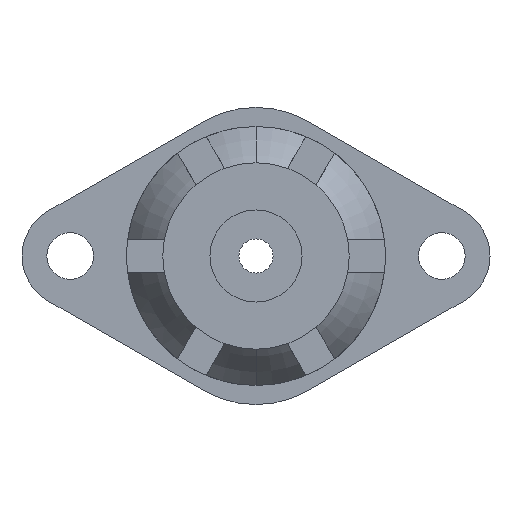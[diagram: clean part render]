
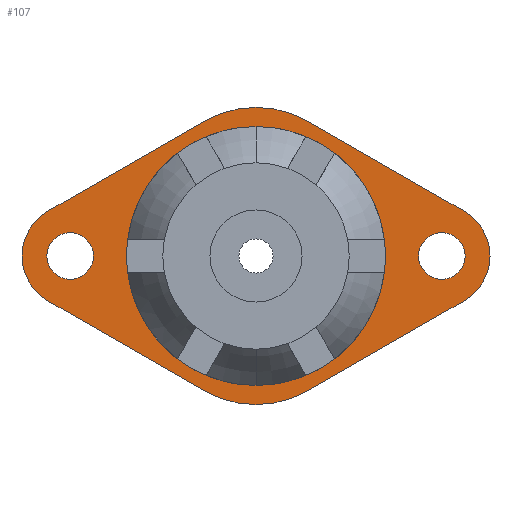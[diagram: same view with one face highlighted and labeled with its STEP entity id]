
A CAD part, front view. The second image highlights one B-rep face of the part: STEP entity #107.
In plain terms, the highlighted planar face has unit normal (0, -1, 0).
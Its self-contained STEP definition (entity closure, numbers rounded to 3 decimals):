
#107=ADVANCED_FACE('',(#229,#230,#231,#232),#233,.T.);
#229=FACE_OUTER_BOUND('',#434,.T.);
#230=FACE_BOUND('',#435,.T.);
#231=FACE_BOUND('',#436,.T.);
#232=FACE_BOUND('',#437,.T.);
#233=PLANE('',#438);
#434=EDGE_LOOP('',(#811,#812,#813,#814,#815,#816,#817,#818,#819,#820));
#435=EDGE_LOOP('',(#821,#822));
#436=EDGE_LOOP('',(#823,#824));
#437=EDGE_LOOP('',(#825,#826));
#438=AXIS2_PLACEMENT_3D('',#827,#828,#829);
#811=ORIENTED_EDGE('',*,*,#1321,.F.);
#812=ORIENTED_EDGE('',*,*,#1444,.F.);
#813=ORIENTED_EDGE('',*,*,#1445,.F.);
#814=ORIENTED_EDGE('',*,*,#1446,.F.);
#815=ORIENTED_EDGE('',*,*,#1447,.F.);
#816=ORIENTED_EDGE('',*,*,#1388,.F.);
#817=ORIENTED_EDGE('',*,*,#1448,.F.);
#818=ORIENTED_EDGE('',*,*,#1449,.F.);
#819=ORIENTED_EDGE('',*,*,#1450,.F.);
#820=ORIENTED_EDGE('',*,*,#1451,.F.);
#821=ORIENTED_EDGE('',*,*,#1385,.F.);
#822=ORIENTED_EDGE('',*,*,#1452,.F.);
#823=ORIENTED_EDGE('',*,*,#1378,.F.);
#824=ORIENTED_EDGE('',*,*,#1453,.F.);
#825=ORIENTED_EDGE('',*,*,#1342,.F.);
#826=ORIENTED_EDGE('',*,*,#1454,.F.);
#827=CARTESIAN_POINT('',(0.,-1.6,-4.35));
#828=DIRECTION('',(0.0,-1.0,0.0));
#829=DIRECTION('',(0.0,0.0,-1.0));
#1321=EDGE_CURVE('',#1561,#1557,#1563,.T.);
#1342=EDGE_CURVE('',#1604,#1605,#1606,.T.);
#1378=EDGE_CURVE('',#1676,#1677,#1678,.T.);
#1385=EDGE_CURVE('',#1689,#1690,#1691,.T.);
#1388=EDGE_CURVE('',#1694,#1695,#1696,.T.);
#1444=EDGE_CURVE('',#1794,#1561,#1795,.T.);
#1445=EDGE_CURVE('',#1796,#1794,#1797,.T.);
#1446=EDGE_CURVE('',#1798,#1796,#1799,.T.);
#1447=EDGE_CURVE('',#1695,#1798,#1800,.T.);
#1448=EDGE_CURVE('',#1801,#1694,#1802,.T.);
#1449=EDGE_CURVE('',#1803,#1801,#1804,.T.);
#1450=EDGE_CURVE('',#1805,#1803,#1806,.T.);
#1451=EDGE_CURVE('',#1557,#1805,#1807,.T.);
#1452=EDGE_CURVE('',#1690,#1689,#1808,.T.);
#1453=EDGE_CURVE('',#1677,#1676,#1809,.T.);
#1454=EDGE_CURVE('',#1605,#1604,#1810,.T.);
#1557=VERTEX_POINT('',#1943);
#1561=VERTEX_POINT('',#1948);
#1563=CIRCLE('',#1951,10.0);
#1604=VERTEX_POINT('',#2002);
#1605=VERTEX_POINT('',#2003);
#1606=CIRCLE('',#2004,12.5);
#1676=VERTEX_POINT('',#2086);
#1677=VERTEX_POINT('',#2087);
#1678=CIRCLE('',#2088,2.25);
#1689=VERTEX_POINT('',#2103);
#1690=VERTEX_POINT('',#2104);
#1691=CIRCLE('',#2105,2.25);
#1694=VERTEX_POINT('',#2110);
#1695=VERTEX_POINT('',#2111);
#1696=CIRCLE('',#2112,10.0);
#1794=VERTEX_POINT('',#2364);
#1795=LINE('',#2365,#2366);
#1796=VERTEX_POINT('',#2367);
#1797=CIRCLE('',#2368,5.0);
#1798=VERTEX_POINT('',#2369);
#1799=LINE('',#2370,#2371);
#1800=CIRCLE('',#2372,10.0);
#1801=VERTEX_POINT('',#2373);
#1802=LINE('',#2374,#2375);
#1803=VERTEX_POINT('',#2376);
#1804=CIRCLE('',#2377,5.0);
#1805=VERTEX_POINT('',#2378);
#1806=LINE('',#2379,#2380);
#1807=CIRCLE('',#2381,10.0);
#1808=CIRCLE('',#2382,2.25);
#1809=CIRCLE('',#2383,2.25);
#1810=CIRCLE('',#2384,12.5);
#1943=CARTESIAN_POINT('',(0.,-1.6,-14.35));
#1948=CARTESIAN_POINT('',(4.984,-1.6,-13.02));
#1951=AXIS2_PLACEMENT_3D('',#2591,#2592,#2593);
#2002=CARTESIAN_POINT('',(0.0,-1.6,-12.5));
#2003=CARTESIAN_POINT('',(0.,-1.6,12.5));
#2004=AXIS2_PLACEMENT_3D('',#2634,#2635,#2636);
#2086=CARTESIAN_POINT('',(-17.95,-1.6,2.25));
#2087=CARTESIAN_POINT('',(-17.95,-1.6,-2.25));
#2088=AXIS2_PLACEMENT_3D('',#2718,#2719,#2720);
#2103=CARTESIAN_POINT('',(17.95,-1.6,2.25));
#2104=CARTESIAN_POINT('',(17.95,-1.6,-2.25));
#2105=AXIS2_PLACEMENT_3D('',#2731,#2732,#2733);
#2110=CARTESIAN_POINT('',(-4.984,-1.6,13.02));
#2111=CARTESIAN_POINT('',(0.,-1.6,14.35));
#2112=AXIS2_PLACEMENT_3D('',#2736,#2737,#2738);
#2364=CARTESIAN_POINT('',(20.092,-1.6,-4.335));
#2365=CARTESIAN_POINT('',(4.984,-1.6,-13.02));
#2366=VECTOR('',#2828,1000.0);
#2367=CARTESIAN_POINT('',(20.092,-1.6,4.335));
#2368=AXIS2_PLACEMENT_3D('',#2829,#2830,#2831);
#2369=CARTESIAN_POINT('',(4.984,-1.6,13.02));
#2370=CARTESIAN_POINT('',(20.092,-1.6,4.335));
#2371=VECTOR('',#2832,1000.0);
#2372=AXIS2_PLACEMENT_3D('',#2833,#2834,#2835);
#2373=CARTESIAN_POINT('',(-20.092,-1.6,4.335));
#2374=CARTESIAN_POINT('',(-4.984,-1.6,13.02));
#2375=VECTOR('',#2836,1000.0);
#2376=CARTESIAN_POINT('',(-20.092,-1.6,-4.335));
#2377=AXIS2_PLACEMENT_3D('',#2837,#2838,#2839);
#2378=CARTESIAN_POINT('',(-4.984,-1.6,-13.02));
#2379=CARTESIAN_POINT('',(-20.092,-1.6,-4.335));
#2380=VECTOR('',#2840,1000.0);
#2381=AXIS2_PLACEMENT_3D('',#2841,#2842,#2843);
#2382=AXIS2_PLACEMENT_3D('',#2844,#2845,#2846);
#2383=AXIS2_PLACEMENT_3D('',#2847,#2848,#2849);
#2384=AXIS2_PLACEMENT_3D('',#2850,#2851,#2852);
#2591=CARTESIAN_POINT('',(0.,-1.6,-4.35));
#2592=DIRECTION('',(0.0,1.0,0.0));
#2593=DIRECTION('',(0.0,0.0,-1.0));
#2634=CARTESIAN_POINT('',(0.0,-1.6,0.0));
#2635=DIRECTION('',(0.0,-1.0,0.0));
#2636=DIRECTION('',(0.0,0.0,-1.0));
#2718=CARTESIAN_POINT('',(-17.95,-1.6,0.0));
#2719=DIRECTION('',(0.0,-1.0,0.0));
#2720=DIRECTION('',(0.0,0.0,-1.0));
#2731=CARTESIAN_POINT('',(17.95,-1.6,0.));
#2732=DIRECTION('',(0.0,-1.0,0.0));
#2733=DIRECTION('',(0.0,0.0,-1.0));
#2736=CARTESIAN_POINT('',(0.,-1.6,4.35));
#2737=DIRECTION('',(0.0,1.0,0.0));
#2738=DIRECTION('',(0.0,0.0,-1.0));
#2828=DIRECTION('',(-0.867,0.0,-0.498));
#2829=CARTESIAN_POINT('',(17.6,-1.6,0.));
#2830=DIRECTION('',(0.0,1.0,0.0));
#2831=DIRECTION('',(0.0,0.0,-1.0));
#2832=DIRECTION('',(0.867,0.0,-0.498));
#2833=CARTESIAN_POINT('',(0.,-1.6,4.35));
#2834=DIRECTION('',(0.0,1.0,0.0));
#2835=DIRECTION('',(0.0,0.0,-1.0));
#2836=DIRECTION('',(0.867,0.0,0.498));
#2837=CARTESIAN_POINT('',(-17.6,-1.6,0.0));
#2838=DIRECTION('',(0.0,1.0,0.0));
#2839=DIRECTION('',(0.0,0.0,1.0));
#2840=DIRECTION('',(-0.867,0.0,0.498));
#2841=CARTESIAN_POINT('',(0.,-1.6,-4.35));
#2842=DIRECTION('',(0.0,1.0,0.0));
#2843=DIRECTION('',(0.0,0.0,-1.0));
#2844=CARTESIAN_POINT('',(17.95,-1.6,0.));
#2845=DIRECTION('',(0.0,-1.0,0.0));
#2846=DIRECTION('',(0.0,0.0,-1.0));
#2847=CARTESIAN_POINT('',(-17.95,-1.6,0.0));
#2848=DIRECTION('',(0.0,-1.0,0.0));
#2849=DIRECTION('',(0.0,0.0,-1.0));
#2850=CARTESIAN_POINT('',(0.0,-1.6,0.0));
#2851=DIRECTION('',(0.0,-1.0,0.0));
#2852=DIRECTION('',(0.0,0.0,-1.0));
